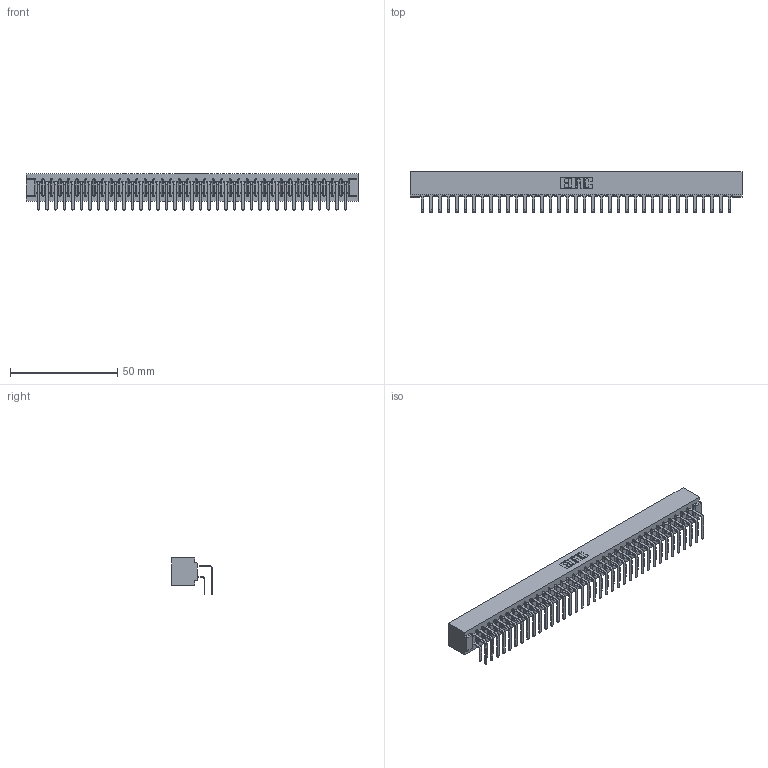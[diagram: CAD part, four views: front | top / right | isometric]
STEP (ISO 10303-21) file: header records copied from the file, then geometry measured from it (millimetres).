
FILE_DESCRIPTION (( 'STEP AP203' ), '1' );
FILE_NAME ('357-074-558-201.STEP', '2018-08-12T20:53:11', ( '' ), ( '' ), 'SwSTEP 2.0', 'SolidWorks 2016', '' );
FILE_SCHEMA (( 'CONFIG_CONTROL_DESIGN' ));
Length unit declared in the file: inch
Products named in the file (4): 307-290-001_558 - 2 (Single); 357-074-558-201; 307 Part_No Mounting Lugs; 307-290-001_558 559 - 1 (Single)
Assembly tree (75 placements, depth 2):
  357-074-558-201
    307 Part_No Mounting Lugs
    307-290-001_558 559 - 1 (Single)  x37
    307-290-001_558 - 2 (Single)  x37
Bounding box: 154.48 x 18.96 x 16.8 mm (x, y, z)
Volume: 17267.6 mm3; surface area: 23253.1 mm2
Topology: 75 solids, 75 shells, 3848 faces, 10807 edges, 7002 vertices
Faces by surface type: plane 2508, cylinder 1264, sphere 76
Entity records: 34689 total; most frequent: CARTESIAN_POINT 5675, ORIENTED_EDGE 5622, DIRECTION 5559, EDGE_CURVE 2811, VECTOR 2155, LINE 2155, VERTEX_POINT 1818, AXIS2_PLACEMENT_3D 1702
